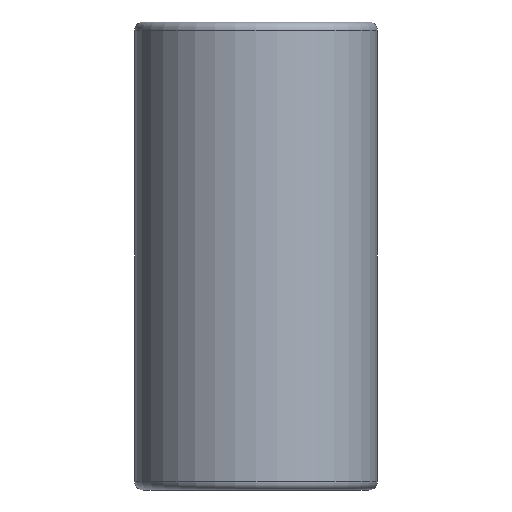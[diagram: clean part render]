
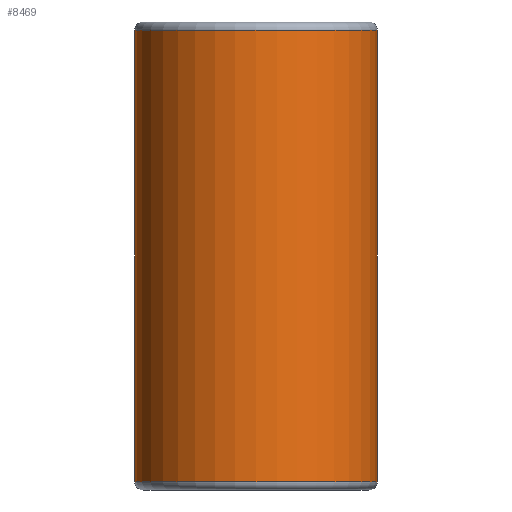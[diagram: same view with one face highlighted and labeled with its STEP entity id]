
A CAD part, front view. The second image highlights one B-rep face of the part: STEP entity #8469.
In plain terms, the highlighted cylindrical face has radius 14.5 mm (diameter 29 mm), a partial arc.
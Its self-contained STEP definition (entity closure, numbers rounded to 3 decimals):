
#3373 = LINE ( 'NONE', #3379, #9076 ) ;
#3379 = CARTESIAN_POINT ( 'NONE',  ( 14.5, 0., 28. ) ) ;
#3380 = DIRECTION ( 'NONE',  ( 0., 0., -1. ) ) ;
#3382 = LINE ( 'NONE', #3386, #9075 ) ;
#3386 = CARTESIAN_POINT ( 'NONE',  ( -14.5, 0., 28. ) ) ;
#3387 = DIRECTION ( 'NONE',  ( 0., 0., -1. ) ) ;
#3392 = LINE ( 'NONE', #3393, #9077 ) ;
#3393 = CARTESIAN_POINT ( 'NONE',  ( 14.5, 0., 28. ) ) ;
#3394 = DIRECTION ( 'NONE',  ( 0., 0., -1. ) ) ;
#3395 = LINE ( 'NONE', #3396, #9079 ) ;
#3396 = CARTESIAN_POINT ( 'NONE',  ( -14.5, 0., 28. ) ) ;
#3397 = DIRECTION ( 'NONE',  ( 0., 0., -1. ) ) ;
#3791 = CARTESIAN_POINT ( 'NONE',  ( 0., 0., 27. ) ) ;
#3792 = DIRECTION ( 'NONE',  ( 0., 0., -1. ) ) ;
#3793 = DIRECTION ( 'NONE',  ( 1., 0., 0. ) ) ;
#3794 = CARTESIAN_POINT ( 'NONE',  ( 0., 0., -27. ) ) ;
#3795 = DIRECTION ( 'NONE',  ( 0., 0., 1. ) ) ;
#3796 = DIRECTION ( 'NONE',  ( 1., 0., 0. ) ) ;
#6946 = EDGE_CURVE ( 'NONE', #9543, #8782, #3373, .T. ) ;
#6948 = EDGE_CURVE ( 'NONE', #9526, #8777, #3382, .T. ) ;
#6950 = EDGE_CURVE ( 'NONE', #8782, #9559, #3392, .T. ) ;
#6951 = EDGE_CURVE ( 'NONE', #8777, #9571, #3395, .T. ) ;
#7025 = EDGE_CURVE ( 'NONE', #9543, #9526, #9117, .T. ) ;
#7026 = EDGE_CURVE ( 'NONE', #9571, #9559, #9119, .T. ) ;
#8347 = DIRECTION ( 'NONE',  ( 0., 0., -1. ) ) ;
#8348 = FACE_OUTER_BOUND ( 'NONE', #9688, .T. ) ;
#8350 = CARTESIAN_POINT ( 'NONE',  ( 0., 0., 28. ) ) ;
#8352 = CYLINDRICAL_SURFACE ( 'NONE', #9178, 14.5 ) ;
#8353 = DIRECTION ( 'NONE',  ( -1., 0., 0. ) ) ;
#8469 = ADVANCED_FACE ( 'NONE', ( #8348 ), #8352, .T. ) ;
#8777 = VERTEX_POINT ( 'NONE', #10395 ) ;
#8782 = VERTEX_POINT ( 'NONE', #10399 ) ;
#9075 = VECTOR ( 'NONE', #3387, 1000. ) ;
#9076 = VECTOR ( 'NONE', #3380, 1000. ) ;
#9077 = VECTOR ( 'NONE', #3394, 1000. ) ;
#9079 = VECTOR ( 'NONE', #3397, 1000. ) ;
#9117 = CIRCLE ( 'NONE', #9120, 14.5 ) ;
#9119 = CIRCLE ( 'NONE', #9122, 14.5 ) ;
#9120 = AXIS2_PLACEMENT_3D ( 'NONE', #3791, #3792, #3793 ) ;
#9122 = AXIS2_PLACEMENT_3D ( 'NONE', #3794, #3795, #3796 ) ;
#9178 = AXIS2_PLACEMENT_3D ( 'NONE', #8350, #8347, #8353 ) ;
#9526 = VERTEX_POINT ( 'NONE', #10484 ) ;
#9543 = VERTEX_POINT ( 'NONE', #10497 ) ;
#9559 = VERTEX_POINT ( 'NONE', #10513 ) ;
#9571 = VERTEX_POINT ( 'NONE', #10525 ) ;
#9591 = ORIENTED_EDGE ( 'NONE', *, *, #6946, .F. ) ;
#9592 = ORIENTED_EDGE ( 'NONE', *, *, #7025, .T. ) ;
#9593 = ORIENTED_EDGE ( 'NONE', *, *, #6948, .T. ) ;
#9594 = ORIENTED_EDGE ( 'NONE', *, *, #6951, .T. ) ;
#9595 = ORIENTED_EDGE ( 'NONE', *, *, #7026, .T. ) ;
#9596 = ORIENTED_EDGE ( 'NONE', *, *, #6950, .F. ) ;
#9688 = EDGE_LOOP ( 'NONE', ( #9591, #9592, #9593, #9594, #9595, #9596 ) ) ;
#10395 = CARTESIAN_POINT ( 'NONE',  ( -14.5, 0., 0. ) ) ;
#10399 = CARTESIAN_POINT ( 'NONE',  ( 14.5, 0., 0. ) ) ;
#10484 = CARTESIAN_POINT ( 'NONE',  ( -14.5, 0., 27. ) ) ;
#10497 = CARTESIAN_POINT ( 'NONE',  ( 14.5, 0., 27. ) ) ;
#10513 = CARTESIAN_POINT ( 'NONE',  ( 14.5, 0., -27. ) ) ;
#10525 = CARTESIAN_POINT ( 'NONE',  ( -14.5, 0., -27. ) ) ;
